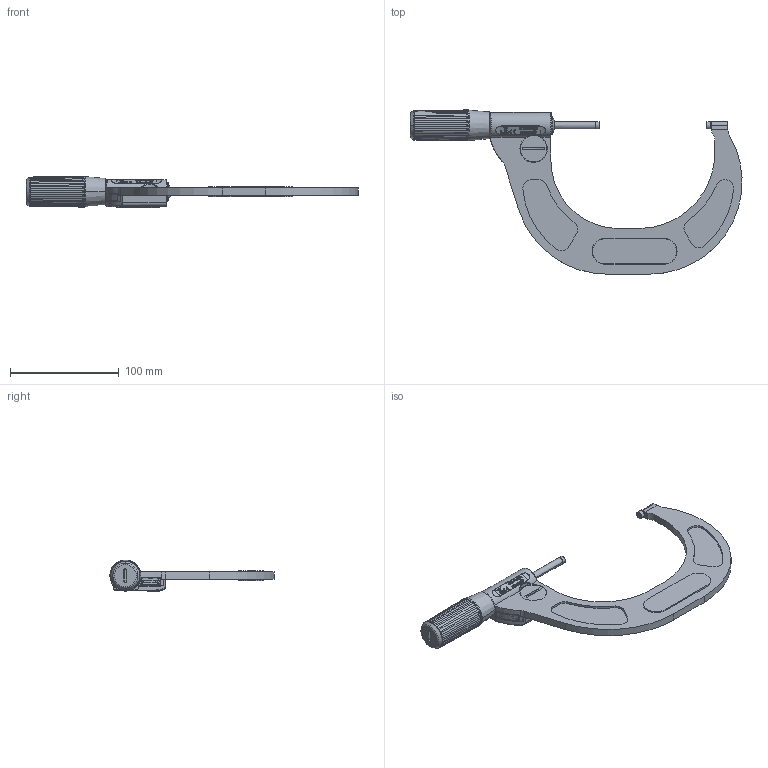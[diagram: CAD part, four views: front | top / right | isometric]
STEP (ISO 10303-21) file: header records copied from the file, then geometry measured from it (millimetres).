
FILE_DESCRIPTION((''),'2;1');
FILE_NAME('PM276_024_004_ASM','2023-11-30T08:49:21',('FST'),('Sylvac SA'),'CREO PARAMETRIC BY PTC INC, 2022244','CREO PARAMETRIC BY PTC INC, 2022244','');
FILE_SCHEMA(('CONFIG_CONTROL_DESIGN'));
Products named in the file (35): PM276_110_642FINITION; 276_130_661; PM276_130_685; 276_100_629; PM276_100_607; COLLE_018; 276_100_009_ASM; PM276_130_045_ASM; 276_100_615; 276_100_608; PM276_110_647; PM276_110_644; PM276_110_017_ASM; PM249_220_715_MNT_276; 276_103_718; PM276_113_016_ASM; PM276_113_947; PM276_100_913_MONTE; PM276_100_623; 276_110_048_SOFT_ASM; PM276_130_052_ASM; PM276_300_652; 276_300_633; 276_230_700; 295_200_602; 303_400_607; PM276_230_736; VIS_PT_KA14X4; PM276_200_407; PM276_230_005_ASM; VIS_T_CYL_BB_M1_6X6_BN20038; 276_300_635; PM229_001_693; 276_100_612; PM276_024_004_ASM
Assembly tree (49 placements, depth 5):
  PM276_024_004_ASM
    PM276_130_052_ASM
      PM276_130_045_ASM
        PM276_110_642FINITION
        276_130_661
        PM276_130_685
        276_100_009_ASM
          276_100_629
          PM276_100_607
          COLLE_018
      276_100_615
      276_100_608
      PM276_110_647
      PM276_113_016_ASM
        PM276_110_017_ASM
          PM276_110_644
          PM276_100_607
        PM249_220_715_MNT_276  x2
        276_103_718  x2
      276_110_048_SOFT_ASM
        PM276_113_947
        PM276_100_913_MONTE
        PM276_100_623
    PM276_300_652  x2
    276_300_633
    PM276_230_005_ASM
      276_230_700
      295_200_602  x2
      303_400_607
      PM276_230_736
      VIS_PT_KA14X4  x6
      PM276_200_407
    VIS_T_CYL_BB_M1_6X6_BN20038  x6
    276_300_635
    PM229_001_693
    276_100_612
Bounding box: 305.77 x 151.25 x 29.13 mm (x, y, z)
Volume: 121343.4 mm3; surface area: 104689.9 mm2
Topology: 42 solids, 65 shells, 3277 faces, 8418 edges, 5365 vertices
Faces by surface type: plane 1220, cylinder 764, cone 469, extrusion 387, bspline 269, torus 116, sphere 52
Entity records: 129704 total; most frequent: CARTESIAN_POINT 62847, ORIENTED_EDGE 14316, DIRECTION 12563, EDGE_CURVE 7192, VERTEX_POINT 4619, AXIS2_PLACEMENT_3D 4189, VECTOR 4185, LINE 3798
